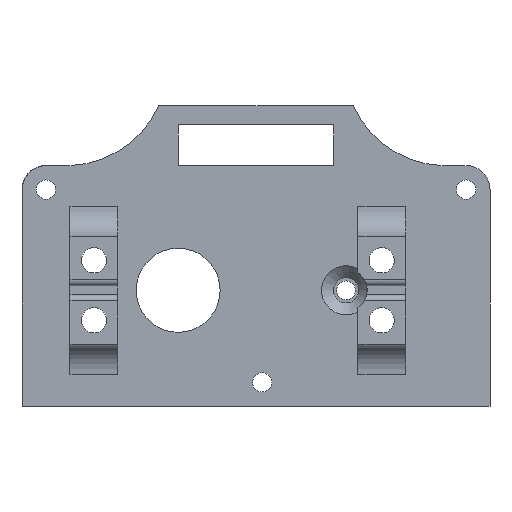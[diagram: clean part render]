
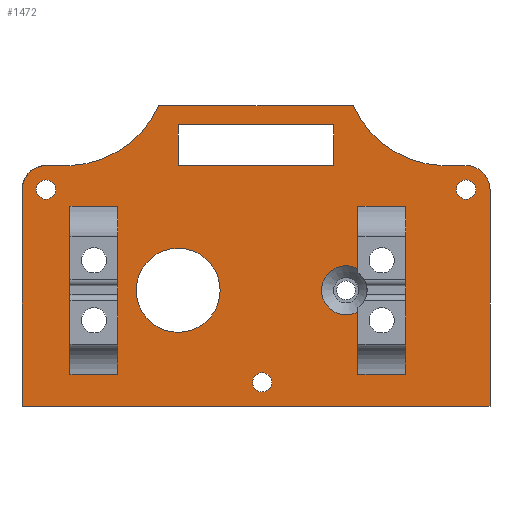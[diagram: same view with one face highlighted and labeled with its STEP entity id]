
A CAD part, front view. The second image highlights one B-rep face of the part: STEP entity #1472.
In plain terms, the highlighted planar face has unit normal (0, -1, 0).
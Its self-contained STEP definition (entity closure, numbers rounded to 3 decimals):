
#38=FACE_BOUND('',#263,.T.);
#39=FACE_BOUND('',#264,.T.);
#40=FACE_BOUND('',#265,.T.);
#41=FACE_BOUND('',#266,.T.);
#42=FACE_BOUND('',#267,.T.);
#43=FACE_BOUND('',#268,.T.);
#44=FACE_BOUND('',#269,.T.);
#75=CIRCLE('',#1583,4.);
#79=CIRCLE('',#1589,17.);
#80=CIRCLE('',#1590,17.);
#81=CIRCLE('',#1591,4.);
#82=CIRCLE('',#1592,1.6);
#83=CIRCLE('',#1593,7.);
#84=CIRCLE('',#1594,4.1);
#85=CIRCLE('',#1595,1.6);
#86=CIRCLE('',#1596,1.6);
#182=FACE_OUTER_BOUND('',#262,.T.);
#262=EDGE_LOOP('',(#1040,#1041,#1042,#1043,#1044,#1045,#1046,#1047,#1048,
#1049));
#263=EDGE_LOOP('',(#1050,#1051,#1052,#1053));
#264=EDGE_LOOP('',(#1054));
#265=EDGE_LOOP('',(#1055));
#266=EDGE_LOOP('',(#1056,#1057,#1058,#1059,#1060,#1061));
#267=EDGE_LOOP('',(#1062,#1063,#1064,#1065));
#268=EDGE_LOOP('',(#1066));
#269=EDGE_LOOP('',(#1067));
#383=LINE('',#2254,#516);
#384=LINE('',#2258,#517);
#385=LINE('',#2262,#518);
#386=LINE('',#2266,#519);
#387=LINE('',#2268,#520);
#388=LINE('',#2269,#521);
#389=LINE('',#2272,#522);
#390=LINE('',#2274,#523);
#391=LINE('',#2276,#524);
#392=LINE('',#2277,#525);
#393=LINE('',#2286,#526);
#394=LINE('',#2288,#527);
#395=LINE('',#2290,#528);
#396=LINE('',#2292,#529);
#397=LINE('',#2293,#530);
#398=LINE('',#2296,#531);
#399=LINE('',#2298,#532);
#400=LINE('',#2300,#533);
#401=LINE('',#2301,#534);
#516=VECTOR('',#1797,10.);
#517=VECTOR('',#1800,10.);
#518=VECTOR('',#1803,10.);
#519=VECTOR('',#1806,10.);
#520=VECTOR('',#1807,10.);
#521=VECTOR('',#1808,10.);
#522=VECTOR('',#1809,10.);
#523=VECTOR('',#1810,10.);
#524=VECTOR('',#1811,10.);
#525=VECTOR('',#1812,10.);
#526=VECTOR('',#1819,10.);
#527=VECTOR('',#1820,10.);
#528=VECTOR('',#1821,10.);
#529=VECTOR('',#1822,10.);
#530=VECTOR('',#1823,10.);
#531=VECTOR('',#1824,10.);
#532=VECTOR('',#1825,10.);
#533=VECTOR('',#1826,10.);
#534=VECTOR('',#1827,10.);
#651=VERTEX_POINT('',#2239);
#652=VERTEX_POINT('',#2241);
#656=VERTEX_POINT('',#2253);
#657=VERTEX_POINT('',#2255);
#658=VERTEX_POINT('',#2257);
#659=VERTEX_POINT('',#2259);
#660=VERTEX_POINT('',#2261);
#661=VERTEX_POINT('',#2263);
#662=VERTEX_POINT('',#2265);
#663=VERTEX_POINT('',#2267);
#664=VERTEX_POINT('',#2270);
#665=VERTEX_POINT('',#2271);
#666=VERTEX_POINT('',#2273);
#667=VERTEX_POINT('',#2275);
#668=VERTEX_POINT('',#2278);
#669=VERTEX_POINT('',#2280);
#670=VERTEX_POINT('',#2282);
#671=VERTEX_POINT('',#2283);
#672=VERTEX_POINT('',#2285);
#673=VERTEX_POINT('',#2287);
#674=VERTEX_POINT('',#2289);
#675=VERTEX_POINT('',#2291);
#676=VERTEX_POINT('',#2294);
#677=VERTEX_POINT('',#2295);
#678=VERTEX_POINT('',#2297);
#679=VERTEX_POINT('',#2299);
#680=VERTEX_POINT('',#2302);
#681=VERTEX_POINT('',#2304);
#802=EDGE_CURVE('',#651,#652,#75,.T.);
#808=EDGE_CURVE('',#651,#656,#383,.T.);
#809=EDGE_CURVE('',#657,#656,#79,.T.);
#810=EDGE_CURVE('',#658,#657,#384,.T.);
#811=EDGE_CURVE('',#658,#659,#80,.F.);
#812=EDGE_CURVE('',#659,#660,#385,.T.);
#813=EDGE_CURVE('',#661,#660,#81,.T.);
#814=EDGE_CURVE('',#661,#662,#386,.T.);
#815=EDGE_CURVE('',#662,#663,#387,.T.);
#816=EDGE_CURVE('',#663,#652,#388,.T.);
#817=EDGE_CURVE('',#664,#665,#389,.T.);
#818=EDGE_CURVE('',#666,#664,#390,.T.);
#819=EDGE_CURVE('',#666,#667,#391,.T.);
#820=EDGE_CURVE('',#667,#665,#392,.T.);
#821=EDGE_CURVE('',#668,#668,#82,.T.);
#822=EDGE_CURVE('',#669,#669,#83,.T.);
#823=EDGE_CURVE('',#670,#671,#84,.T.);
#824=EDGE_CURVE('',#670,#672,#393,.T.);
#825=EDGE_CURVE('',#673,#672,#394,.T.);
#826=EDGE_CURVE('',#673,#674,#395,.T.);
#827=EDGE_CURVE('',#675,#674,#396,.T.);
#828=EDGE_CURVE('',#675,#671,#397,.T.);
#829=EDGE_CURVE('',#676,#677,#398,.T.);
#830=EDGE_CURVE('',#676,#678,#399,.T.);
#831=EDGE_CURVE('',#679,#678,#400,.T.);
#832=EDGE_CURVE('',#677,#679,#401,.T.);
#833=EDGE_CURVE('',#680,#680,#85,.T.);
#834=EDGE_CURVE('',#681,#681,#86,.T.);
#1040=ORIENTED_EDGE('',*,*,#802,.F.);
#1041=ORIENTED_EDGE('',*,*,#808,.T.);
#1042=ORIENTED_EDGE('',*,*,#809,.F.);
#1043=ORIENTED_EDGE('',*,*,#810,.F.);
#1044=ORIENTED_EDGE('',*,*,#811,.T.);
#1045=ORIENTED_EDGE('',*,*,#812,.T.);
#1046=ORIENTED_EDGE('',*,*,#813,.F.);
#1047=ORIENTED_EDGE('',*,*,#814,.T.);
#1048=ORIENTED_EDGE('',*,*,#815,.T.);
#1049=ORIENTED_EDGE('',*,*,#816,.T.);
#1050=ORIENTED_EDGE('',*,*,#817,.F.);
#1051=ORIENTED_EDGE('',*,*,#818,.F.);
#1052=ORIENTED_EDGE('',*,*,#819,.T.);
#1053=ORIENTED_EDGE('',*,*,#820,.T.);
#1054=ORIENTED_EDGE('',*,*,#821,.F.);
#1055=ORIENTED_EDGE('',*,*,#822,.F.);
#1056=ORIENTED_EDGE('',*,*,#823,.F.);
#1057=ORIENTED_EDGE('',*,*,#824,.T.);
#1058=ORIENTED_EDGE('',*,*,#825,.F.);
#1059=ORIENTED_EDGE('',*,*,#826,.T.);
#1060=ORIENTED_EDGE('',*,*,#827,.F.);
#1061=ORIENTED_EDGE('',*,*,#828,.T.);
#1062=ORIENTED_EDGE('',*,*,#829,.F.);
#1063=ORIENTED_EDGE('',*,*,#830,.T.);
#1064=ORIENTED_EDGE('',*,*,#831,.F.);
#1065=ORIENTED_EDGE('',*,*,#832,.F.);
#1066=ORIENTED_EDGE('',*,*,#833,.T.);
#1067=ORIENTED_EDGE('',*,*,#834,.T.);
#1426=PLANE('',#1588);
#1472=ADVANCED_FACE('',(#182,#38,#39,#40,#41,#42,#43,#44),#1426,.F.);
#1583=AXIS2_PLACEMENT_3D('',#2242,#1783,#1784);
#1588=AXIS2_PLACEMENT_3D('',#2252,#1795,#1796);
#1589=AXIS2_PLACEMENT_3D('',#2256,#1798,#1799);
#1590=AXIS2_PLACEMENT_3D('',#2260,#1801,#1802);
#1591=AXIS2_PLACEMENT_3D('',#2264,#1804,#1805);
#1592=AXIS2_PLACEMENT_3D('',#2279,#1813,#1814);
#1593=AXIS2_PLACEMENT_3D('',#2281,#1815,#1816);
#1594=AXIS2_PLACEMENT_3D('',#2284,#1817,#1818);
#1595=AXIS2_PLACEMENT_3D('',#2303,#1828,#1829);
#1596=AXIS2_PLACEMENT_3D('',#2305,#1830,#1831);
#1783=DIRECTION('center_axis',(0.,1.,0.));
#1784=DIRECTION('ref_axis',(0.707,0.,0.707));
#1795=DIRECTION('center_axis',(0.,1.,0.));
#1796=DIRECTION('ref_axis',(0.,0.,1.));
#1797=DIRECTION('',(-1.,0.,0.));
#1798=DIRECTION('center_axis',(0.,-1.,0.));
#1799=DIRECTION('ref_axis',(-0.04,0.,-0.999));
#1800=DIRECTION('',(1.,0.,0.));
#1801=DIRECTION('center_axis',(0.,-1.,0.));
#1802=DIRECTION('ref_axis',(0.04,0.,-0.999));
#1803=DIRECTION('',(-1.,0.,0.));
#1804=DIRECTION('center_axis',(0.,1.,0.));
#1805=DIRECTION('ref_axis',(-0.707,0.,0.707));
#1806=DIRECTION('',(0.,0.,-1.));
#1807=DIRECTION('',(1.,0.,0.));
#1808=DIRECTION('',(0.,0.,1.));
#1809=DIRECTION('',(-1.,0.,0.));
#1810=DIRECTION('',(0.,0.,1.));
#1811=DIRECTION('',(-1.,0.,0.));
#1812=DIRECTION('',(0.,0.,1.));
#1813=DIRECTION('center_axis',(0.,-1.,0.));
#1814=DIRECTION('ref_axis',(1.,0.,0.));
#1815=DIRECTION('center_axis',(0.,-1.,0.));
#1816=DIRECTION('ref_axis',(1.,0.,0.));
#1817=DIRECTION('center_axis',(0.,-1.,0.));
#1818=DIRECTION('ref_axis',(-1.,0.,0.));
#1819=DIRECTION('',(0.,0.,1.));
#1820=DIRECTION('',(-1.,0.,0.));
#1821=DIRECTION('',(0.,0.,-1.));
#1822=DIRECTION('',(1.,0.,0.));
#1823=DIRECTION('',(0.,0.,1.));
#1824=DIRECTION('',(-1.,0.,0.));
#1825=DIRECTION('',(0.,0.,-1.));
#1826=DIRECTION('',(1.,0.,0.));
#1827=DIRECTION('',(0.,0.,-1.));
#1828=DIRECTION('center_axis',(0.,1.,0.));
#1829=DIRECTION('ref_axis',(1.,0.,0.));
#1830=DIRECTION('center_axis',(0.,1.,0.));
#1831=DIRECTION('ref_axis',(1.,0.,0.));
#2239=CARTESIAN_POINT('',(34.,0.,9.65));
#2241=CARTESIAN_POINT('',(38.,0.,5.65));
#2242=CARTESIAN_POINT('Origin',(34.,0.,5.65));
#2252=CARTESIAN_POINT('Origin',(0.,0.,0.));
#2253=CARTESIAN_POINT('',(30.,0.,9.65));
#2254=CARTESIAN_POINT('',(38.,0.,9.65));
#2255=CARTESIAN_POINT('',(15.182,0.,19.65));
#2256=CARTESIAN_POINT('Origin',(30.68,0.,26.636));
#2257=CARTESIAN_POINT('',(-17.219,0.,19.65));
#2258=CARTESIAN_POINT('',(-17.219,0.,19.65));
#2259=CARTESIAN_POINT('',(-32.037,0.,9.65));
#2260=CARTESIAN_POINT('Origin',(-32.717,0.,26.636));
#2261=CARTESIAN_POINT('',(-36.,0.,9.65));
#2262=CARTESIAN_POINT('',(-32.037,0.,9.65));
#2263=CARTESIAN_POINT('',(-40.,0.,5.65));
#2264=CARTESIAN_POINT('Origin',(-36.,0.,5.65));
#2265=CARTESIAN_POINT('',(-40.,0.,-30.5));
#2266=CARTESIAN_POINT('',(-40.,0.,9.65));
#2267=CARTESIAN_POINT('',(38.,0.,-30.5));
#2268=CARTESIAN_POINT('',(36.,0.,-30.5));
#2269=CARTESIAN_POINT('',(38.,0.,-30.5));
#2270=CARTESIAN_POINT('',(11.982,0.,16.45));
#2271=CARTESIAN_POINT('',(-14.019,0.,16.45));
#2272=CARTESIAN_POINT('',(-17.219,0.,16.45));
#2273=CARTESIAN_POINT('',(11.982,0.,9.65));
#2274=CARTESIAN_POINT('',(11.982,0.,9.65));
#2275=CARTESIAN_POINT('',(-14.019,0.,9.65));
#2276=CARTESIAN_POINT('',(-15.625,0.,9.65));
#2277=CARTESIAN_POINT('',(-14.019,0.,9.65));
#2278=CARTESIAN_POINT('',(-1.6,0.,-26.5));
#2279=CARTESIAN_POINT('Origin',(0.,0.,-26.5));
#2280=CARTESIAN_POINT('',(-21.,0.,-11.15));
#2281=CARTESIAN_POINT('Origin',(-14.,0.,-11.15));
#2282=CARTESIAN_POINT('',(15.963,0.,-7.55));
#2283=CARTESIAN_POINT('',(15.963,0.,-14.75));
#2284=CARTESIAN_POINT('Origin',(14.,0.,-11.15));
#2285=CARTESIAN_POINT('',(15.963,0.,2.85));
#2286=CARTESIAN_POINT('',(15.963,0.,-1.075));
#2287=CARTESIAN_POINT('',(23.963,0.,2.85));
#2288=CARTESIAN_POINT('',(11.982,0.,2.85));
#2289=CARTESIAN_POINT('',(23.963,0.,-25.15));
#2290=CARTESIAN_POINT('',(23.963,0.,-10.075));
#2291=CARTESIAN_POINT('',(15.963,0.,-25.15));
#2292=CARTESIAN_POINT('',(7.982,0.,-25.15));
#2293=CARTESIAN_POINT('',(15.963,0.,-1.075));
#2294=CARTESIAN_POINT('',(-24.037,0.,2.85));
#2295=CARTESIAN_POINT('',(-32.037,0.,2.85));
#2296=CARTESIAN_POINT('',(-12.019,0.,2.85));
#2297=CARTESIAN_POINT('',(-24.037,0.,-25.15));
#2298=CARTESIAN_POINT('',(-24.037,0.,-10.075));
#2299=CARTESIAN_POINT('',(-32.037,0.,-25.15));
#2300=CARTESIAN_POINT('',(-16.019,0.,-25.15));
#2301=CARTESIAN_POINT('',(-32.037,0.,-7.288));
#2302=CARTESIAN_POINT('',(35.6,0.,5.65));
#2303=CARTESIAN_POINT('Origin',(34.,0.,5.65));
#2304=CARTESIAN_POINT('',(-34.437,0.,5.65));
#2305=CARTESIAN_POINT('Origin',(-36.037,0.,5.65));
